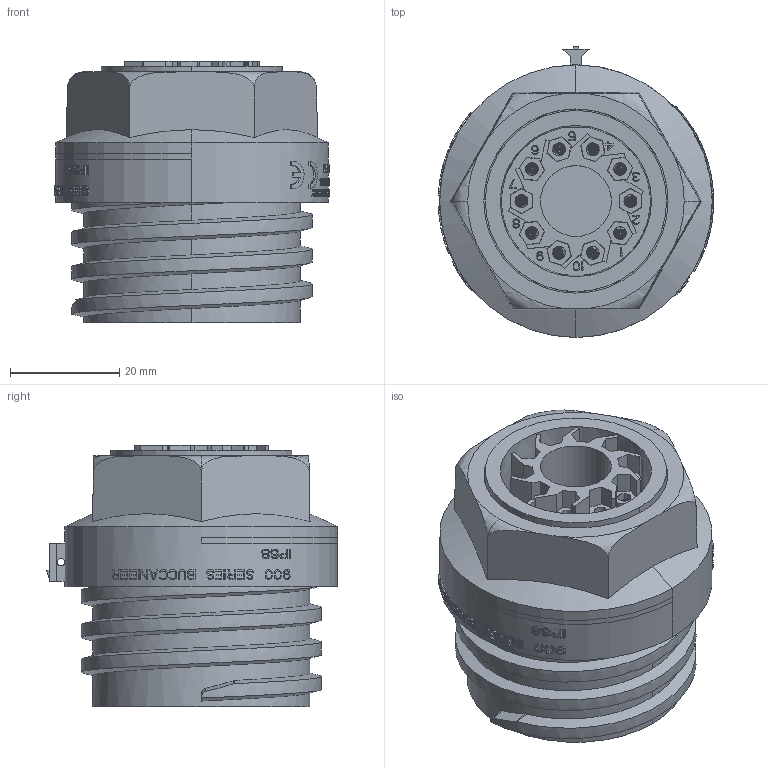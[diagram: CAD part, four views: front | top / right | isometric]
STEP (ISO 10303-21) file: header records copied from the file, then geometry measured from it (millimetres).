
FILE_DESCRIPTION(('STEP AP242'),'1');
FILE_NAME('px0931-10-p.stp','2024-05-02T20:43:30',('TraceParts'),('TraceParts S.A.'),'Spatial InterOp 3D',' ',' ');
FILE_SCHEMA(('AP242_MANAGED_MODEL_BASED_3D_ENGINEERING_MIM_LF {1 0 10303 442 1 1 4}'));
Length unit declared in the file: millimetre
Products named in the file (1): px0931-10-p
Bounding box: 50.48 x 53.4 x 47.9 mm (x, y, z)
Volume: 44952.3 mm3; surface area: 29345.4 mm2
Topology: 1 solids, 1 shells, 4135 faces, 12024 edges, 7841 vertices
Faces by surface type: plane 3258, cylinder 519, bspline 209, sphere 80, cone 54, torus 15
Entity records: 208991 total; most frequent: CARTESIAN_POINT 108592, ORIENTED_EDGE 23928, DIRECTION 16531, EDGE_CURVE 11964, VERTEX_POINT 7841, LINE 5689, VECTOR 5689, AXIS2_PLACEMENT_3D 5421
